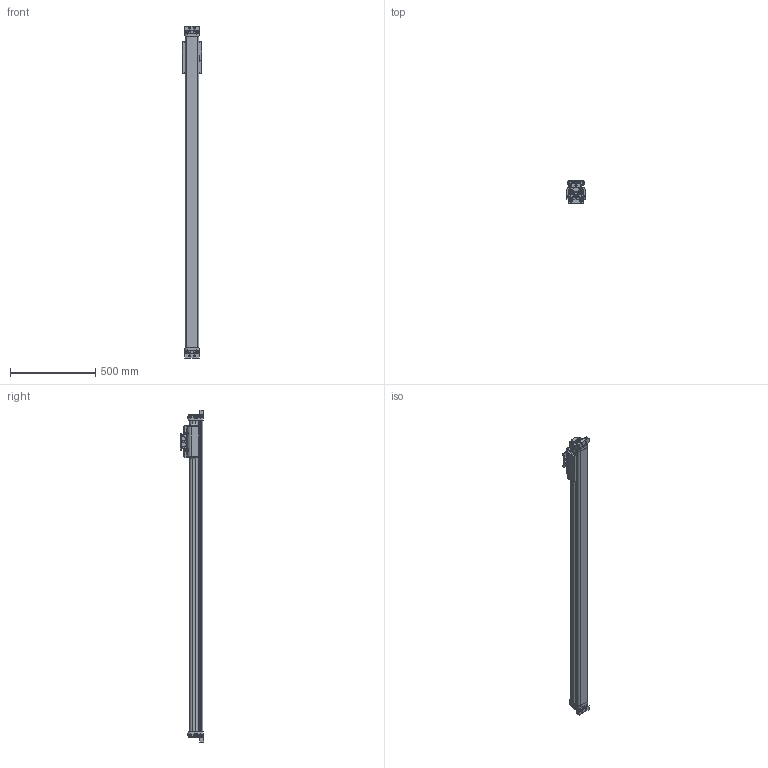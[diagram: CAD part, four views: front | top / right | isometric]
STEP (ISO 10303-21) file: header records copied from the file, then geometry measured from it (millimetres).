
FILE_DESCRIPTION (( 'STEP AP203' ), '1' );
FILE_NAME ('BC220_NP_SK62.000_BC2-495028-1.step', '2025-08-13T19:10:45', ( '' ), ( '' ), 'SwSTEP 2.0', 'SolidWorks 2024', '' );
FILE_SCHEMA (( 'CONFIG_CONTROL_DESIGN' ));
Length unit declared in the file: inch
Products named in the file (5): BC220_NP_SK62.000_BC2-495028-1; Base_BC220_NP_SK62.000_BC2-495028-1; 05209007_BC220_NP_SK62.000_BC2-495028-1; 05209274_BC220_NP_SK62.000_BC2-495028-1; 05209057_BC220_NP_SK62.000_BC2-495028-1
Assembly tree (5 placements, depth 2):
  BC220_NP_SK62.000_BC2-495028-1
    05209057_BC220_NP_SK62.000_BC2-495028-1
    05209007_BC220_NP_SK62.000_BC2-495028-1
    05209274_BC220_NP_SK62.000_BC2-495028-1  x2
    Base_BC220_NP_SK62.000_BC2-495028-1
Bounding box: 112.73 x 135.37 x 1944.47 mm (x, y, z)
Volume: 8716204.9 mm3; surface area: 1164220.8 mm2
Topology: 5 solids, 24 shells, 1721 faces, 4146 edges, 2619 vertices
Faces by surface type: plane 876, cylinder 346, cone 181, bspline 160, torus 150, sphere 8
Full cylindrical faces by diameter (mm): 3.454 x1, 4.826 x2, 5.105 x2, 5.41 x4, 5.563 x2, 6.02 x2, 6.35 x2, 6.528 x10, 7.874 x4, 7.925 x2, 7.937 x1, 7.938 x7, 8.331 x2, 8.738 x4, 9.068 x2, 9.525 x4, 9.906 x4, 10.312 x2, 10.67 x8, 11.903 x2, 11.908 x4, 11.913 x2, 13.894 x4, 14.034 x2, 14.275 x4, 14.287 x2, 14.288 x2, 15.875 x1, 19 x8, 19.837 x4
Entity records: 57994 total; most frequent: CARTESIAN_POINT 20433, ORIENTED_EDGE 7482, DIRECTION 7383, EDGE_CURVE 3741, AXIS2_PLACEMENT_3D 2613, VERTEX_POINT 2477, LINE 2157, VECTOR 2157
